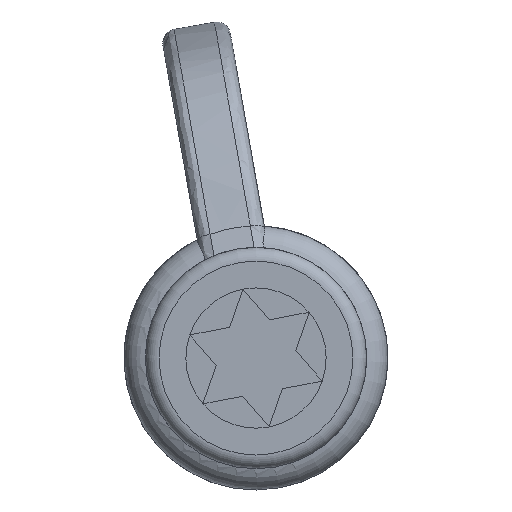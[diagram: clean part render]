
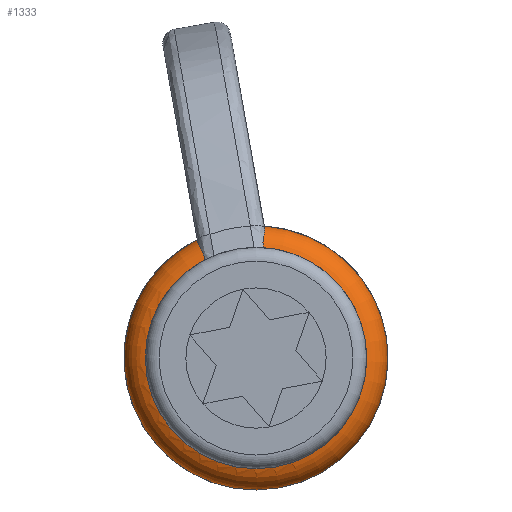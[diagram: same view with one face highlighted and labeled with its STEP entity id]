
A CAD part, left-side view. The second image highlights one B-rep face of the part: STEP entity #1333.
In plain terms, the highlighted toroidal (fillet/blend) face has major radius 7.652 mm and minor radius 2 mm.
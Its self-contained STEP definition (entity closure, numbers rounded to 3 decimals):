
#55=B_SPLINE_CURVE_WITH_KNOTS('',3,(#2720,#2721,#2722,#2723,#2724,#2725,
#2726,#2727,#2728,#2729,#2730,#2731),.UNSPECIFIED.,.F.,.F.,(4,2,2,2,2,4),
(0.173,0.183,0.202,0.233,
0.304,0.337),.UNSPECIFIED.);
#62=B_SPLINE_CURVE_WITH_KNOTS('',3,(#2977,#2978,#2979,#2980,#2981,#2982,
#2983,#2984,#2985,#2986,#2987,#2988),.UNSPECIFIED.,.F.,.F.,(4,2,2,2,2,4),
(0.,0.061,0.133,0.162,0.184,
0.185),.UNSPECIFIED.);
#66=B_SPLINE_CURVE_WITH_KNOTS('',3,(#3090,#3091,#3092,#3093,#3094,#3095),
 .UNSPECIFIED.,.F.,.F.,(4,2,4),(1.136,1.141,1.215),
 .UNSPECIFIED.);
#68=B_SPLINE_CURVE_WITH_KNOTS('',3,(#3116,#3117,#3118,#3119,#3120,#3121),
 .UNSPECIFIED.,.F.,.F.,(4,2,4),(0.,0.073,0.084),
 .UNSPECIFIED.);
#74=TOROIDAL_SURFACE('',#1469,7.652,2.);
#140=CIRCLE('',#1459,9.652);
#141=CIRCLE('',#1460,9.652);
#146=CIRCLE('',#1470,8.091);
#147=CIRCLE('',#1471,8.091);
#245=FACE_OUTER_BOUND('',#333,.T.);
#333=EDGE_LOOP('',(#1161,#1162,#1163,#1164,#1165,#1166,#1167,#1168));
#613=VERTEX_POINT('',#2635);
#614=VERTEX_POINT('',#2637);
#617=VERTEX_POINT('',#2667);
#621=VERTEX_POINT('',#2699);
#624=VERTEX_POINT('',#2715);
#627=VERTEX_POINT('',#2975);
#628=VERTEX_POINT('',#2976);
#630=VERTEX_POINT('',#3122);
#791=EDGE_CURVE('',#614,#613,#140,.T.);
#795=EDGE_CURVE('',#613,#617,#141,.T.);
#803=EDGE_CURVE('',#624,#621,#55,.F.);
#810=EDGE_CURVE('',#627,#628,#62,.T.);
#815=EDGE_CURVE('',#627,#617,#66,.T.);
#817=EDGE_CURVE('',#614,#624,#68,.T.);
#818=EDGE_CURVE('',#630,#628,#146,.T.);
#819=EDGE_CURVE('',#621,#630,#147,.T.);
#1161=ORIENTED_EDGE('',*,*,#817,.F.);
#1162=ORIENTED_EDGE('',*,*,#791,.T.);
#1163=ORIENTED_EDGE('',*,*,#795,.T.);
#1164=ORIENTED_EDGE('',*,*,#815,.F.);
#1165=ORIENTED_EDGE('',*,*,#810,.T.);
#1166=ORIENTED_EDGE('',*,*,#818,.F.);
#1167=ORIENTED_EDGE('',*,*,#819,.F.);
#1168=ORIENTED_EDGE('',*,*,#803,.F.);
#1333=ADVANCED_FACE('',(#245),#74,.T.);
#1459=AXIS2_PLACEMENT_3D('',#2638,#1785,#1786);
#1460=AXIS2_PLACEMENT_3D('',#2669,#1789,#1790);
#1469=AXIS2_PLACEMENT_3D('',#3115,#1808,#1809);
#1470=AXIS2_PLACEMENT_3D('',#3123,#1810,#1811);
#1471=AXIS2_PLACEMENT_3D('',#3124,#1812,#1813);
#1785=DIRECTION('center_axis',(-1.,0.,0.));
#1786=DIRECTION('ref_axis',(0.,0.574,-0.819));
#1789=DIRECTION('center_axis',(-1.,0.,0.));
#1790=DIRECTION('ref_axis',(0.,0.574,-0.819));
#1808=DIRECTION('center_axis',(1.,0.,0.));
#1809=DIRECTION('ref_axis',(0.,0.989,-0.146));
#1810=DIRECTION('center_axis',(-1.,0.,0.));
#1811=DIRECTION('ref_axis',(0.,-1.,0.));
#1812=DIRECTION('center_axis',(-1.,0.,0.));
#1813=DIRECTION('ref_axis',(0.,-1.,0.));
#2635=CARTESIAN_POINT('',(-24.151,-4.269,34.027));
#2637=CARTESIAN_POINT('',(-24.158,1.703,52.176));
#2638=CARTESIAN_POINT('Origin',(-24.155,-2.593,43.533));
#2667=CARTESIAN_POINT('',(-24.159,-3.2,53.165));
#2669=CARTESIAN_POINT('Origin',(-24.155,-2.593,43.533));
#2699=CARTESIAN_POINT('',(-26.109,1.146,50.708));
#2715=CARTESIAN_POINT('',(-25.012,1.668,51.979));
#2720=CARTESIAN_POINT('Ctrl Pts',(-26.109,1.146,50.708));
#2721=CARTESIAN_POINT('Ctrl Pts',(-26.101,1.151,50.743));
#2722=CARTESIAN_POINT('Ctrl Pts',(-26.093,1.157,50.778));
#2723=CARTESIAN_POINT('Ctrl Pts',(-26.066,1.177,50.877));
#2724=CARTESIAN_POINT('Ctrl Pts',(-26.045,1.193,50.939));
#2725=CARTESIAN_POINT('Ctrl Pts',(-25.979,1.243,51.101));
#2726=CARTESIAN_POINT('Ctrl Pts',(-25.93,1.281,51.195));
#2727=CARTESIAN_POINT('Ctrl Pts',(-25.739,1.418,51.481));
#2728=CARTESIAN_POINT('Ctrl Pts',(-25.56,1.53,51.65));
#2729=CARTESIAN_POINT('Ctrl Pts',(-25.236,1.635,51.862));
#2730=CARTESIAN_POINT('Ctrl Pts',(-25.127,1.659,51.923));
#2731=CARTESIAN_POINT('Ctrl Pts',(-25.012,1.668,51.979));
#2975=CARTESIAN_POINT('',(-24.968,-3.23,52.992));
#2976=CARTESIAN_POINT('',(-26.109,-3.141,51.605));
#2977=CARTESIAN_POINT('Ctrl Pts',(-24.968,-3.23,52.992));
#2978=CARTESIAN_POINT('Ctrl Pts',(-25.152,-3.245,52.909));
#2979=CARTESIAN_POINT('Ctrl Pts',(-25.328,-3.229,52.798));
#2980=CARTESIAN_POINT('Ctrl Pts',(-25.676,-3.169,52.493));
#2981=CARTESIAN_POINT('Ctrl Pts',(-25.825,-3.122,52.299));
#2982=CARTESIAN_POINT('Ctrl Pts',(-25.978,-3.102,52.003));
#2983=CARTESIAN_POINT('Ctrl Pts',(-26.016,-3.101,51.914));
#2984=CARTESIAN_POINT('Ctrl Pts',(-26.072,-3.114,51.753));
#2985=CARTESIAN_POINT('Ctrl Pts',(-26.091,-3.124,51.684));
#2986=CARTESIAN_POINT('Ctrl Pts',(-26.108,-3.139,51.611));
#2987=CARTESIAN_POINT('Ctrl Pts',(-26.109,-3.14,51.608));
#2988=CARTESIAN_POINT('Ctrl Pts',(-26.109,-3.141,51.605));
#3090=CARTESIAN_POINT('Ctrl Pts',(-24.968,-3.23,52.992));
#3091=CARTESIAN_POINT('Ctrl Pts',(-24.95,-3.229,53.));
#3092=CARTESIAN_POINT('Ctrl Pts',(-24.933,-3.227,53.007));
#3093=CARTESIAN_POINT('Ctrl Pts',(-24.69,-3.21,53.108));
#3094=CARTESIAN_POINT('Ctrl Pts',(-24.403,-3.2,53.165));
#3095=CARTESIAN_POINT('Ctrl Pts',(-24.159,-3.2,53.165));
#3115=CARTESIAN_POINT('Origin',(-24.155,-2.593,43.533));
#3116=CARTESIAN_POINT('Ctrl Pts',(-24.158,1.703,52.176));
#3117=CARTESIAN_POINT('Ctrl Pts',(-24.401,1.703,52.176));
#3118=CARTESIAN_POINT('Ctrl Pts',(-24.687,1.693,52.118));
#3119=CARTESIAN_POINT('Ctrl Pts',(-24.944,1.674,52.011));
#3120=CARTESIAN_POINT('Ctrl Pts',(-24.978,1.671,51.995));
#3121=CARTESIAN_POINT('Ctrl Pts',(-25.012,1.668,51.979));
#3122=CARTESIAN_POINT('',(-26.106,5.499,43.532));
#3123=CARTESIAN_POINT('Origin',(-26.106,-2.593,43.532));
#3124=CARTESIAN_POINT('Origin',(-26.106,-2.593,43.532));
